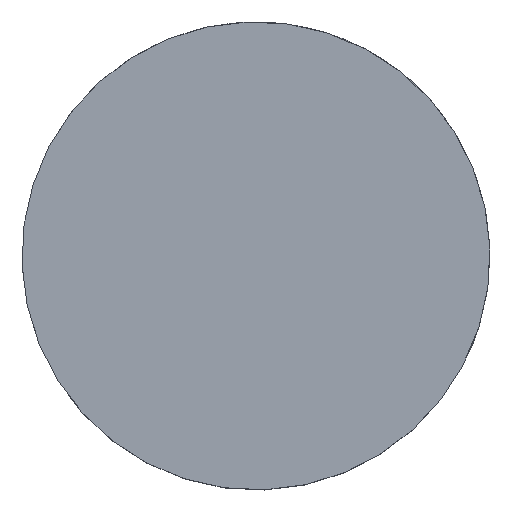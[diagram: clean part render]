
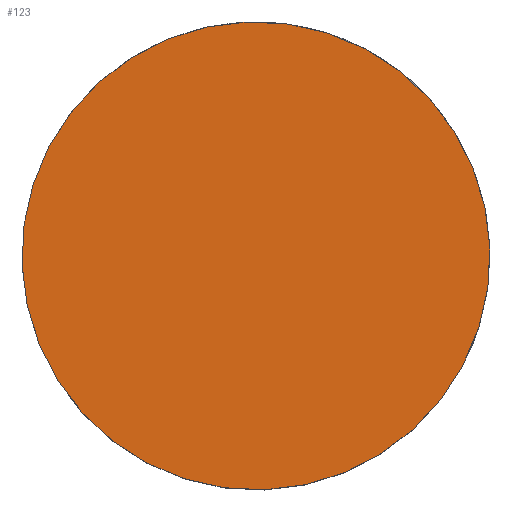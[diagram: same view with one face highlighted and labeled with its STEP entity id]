
A CAD part, top view. The second image highlights one B-rep face of the part: STEP entity #123.
In plain terms, the highlighted planar face has unit normal (0, 0, 1).
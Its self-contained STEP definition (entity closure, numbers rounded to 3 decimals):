
#103=AXIS2_PLACEMENT_3D('Plane Axis2P3D',#100,#101,#102) ;
#107=AXIS2_PLACEMENT_3D('Circle Axis2P3D',#105,#106,$) ;
#116=AXIS2_PLACEMENT_3D('Circle Axis2P3D',#114,#115,$) ;
#100=CARTESIAN_POINT('Axis2P3D Location',(1.5,1.5,23.2)) ;
#105=CARTESIAN_POINT('Axis2P3D Location',(1.5,1.5,23.2)) ;
#109=CARTESIAN_POINT('Vertex',(0.173,2.2,23.2)) ;
#111=CARTESIAN_POINT('Vertex',(2.827,0.8,23.2)) ;
#114=CARTESIAN_POINT('Axis2P3D Location',(1.5,1.5,23.2)) ;
#101=DIRECTION('Axis2P3D Direction',(0.,0.,-1.)) ;
#102=DIRECTION('Axis2P3D XDirection',(0.884,-0.467,0.)) ;
#106=DIRECTION('Axis2P3D Direction',(0.,0.,-1.)) ;
#115=DIRECTION('Axis2P3D Direction',(0.,0.,-1.)) ;
#120=ORIENTED_EDGE('',*,*,#113,.F.) ;
#121=ORIENTED_EDGE('',*,*,#118,.F.) ;
#123=ADVANCED_FACE('Hauptkoerper',(#122),#104,.F.) ;
#108=CIRCLE('generated circle',#107,1.5) ;
#117=CIRCLE('generated circle',#116,1.5) ;
#113=EDGE_CURVE('',#110,#112,#108,.T.) ;
#118=EDGE_CURVE('',#112,#110,#117,.T.) ;
#119=EDGE_LOOP('',(#120,#121)) ;
#122=FACE_OUTER_BOUND('',#119,.T.) ;
#104=PLANE('',#103) ;
#110=VERTEX_POINT('',#109) ;
#112=VERTEX_POINT('',#111) ;
